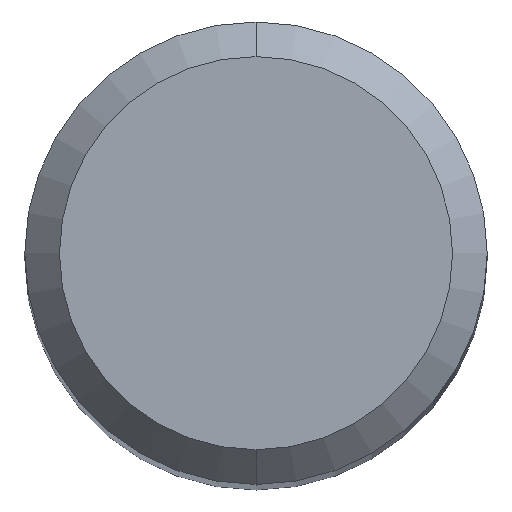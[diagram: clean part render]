
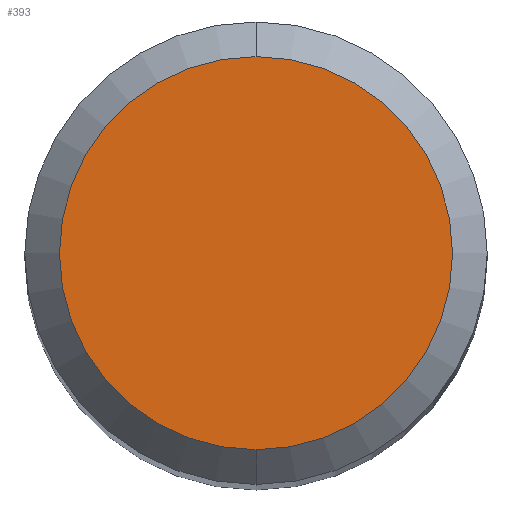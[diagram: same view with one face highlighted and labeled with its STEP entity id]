
A CAD part, top view. The second image highlights one B-rep face of the part: STEP entity #393.
In plain terms, the highlighted planar face has unit normal (0, 0, 1).
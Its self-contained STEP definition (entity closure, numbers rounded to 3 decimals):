
#249=VERTEX_POINT('',#680);
#303=EDGE_CURVE('',#249,#525,#738,.T.);
#393=ADVANCED_FACE('',(#839),#840,.T.);
#471=EDGE_CURVE('',#525,#249,#926,.T.);
#525=VERTEX_POINT('',#983);
#680=CARTESIAN_POINT('',(0.0,1.7,0.0));
#738=CIRCLE('',#1238,1.7);
#839=FACE_OUTER_BOUND('',#1424,.T.);
#840=PLANE('',#1425);
#926=CIRCLE('',#1589,1.7);
#983=CARTESIAN_POINT('',(0.,-1.7,0.0));
#1238=AXIS2_PLACEMENT_3D('',#1975,#1976,#1977);
#1424=EDGE_LOOP('',(#2149,#2150));
#1425=AXIS2_PLACEMENT_3D('',#2151,#2152,#2153);
#1589=AXIS2_PLACEMENT_3D('',#2275,#2276,#2277);
#1975=CARTESIAN_POINT('',(0.0,0.0,0.0));
#1976=DIRECTION('',(0.0,0.0,-1.0));
#1977=DIRECTION('',(0.0,1.0,0.0));
#2149=ORIENTED_EDGE('',*,*,#303,.F.);
#2150=ORIENTED_EDGE('',*,*,#471,.F.);
#2151=CARTESIAN_POINT('',(0.0,0.85,0.0));
#2152=DIRECTION('',(-0.0,0.0,1.0));
#2153=DIRECTION('',(0.0,-1.0,0.0));
#2275=CARTESIAN_POINT('',(0.0,0.0,0.0));
#2276=DIRECTION('',(0.0,0.0,-1.0));
#2277=DIRECTION('',(0.0,1.0,0.0));
